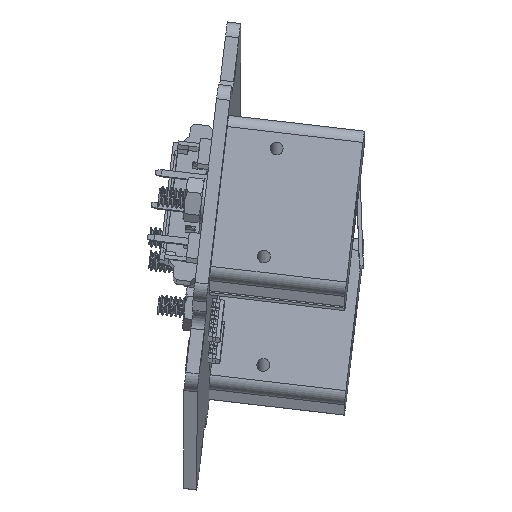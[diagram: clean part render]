
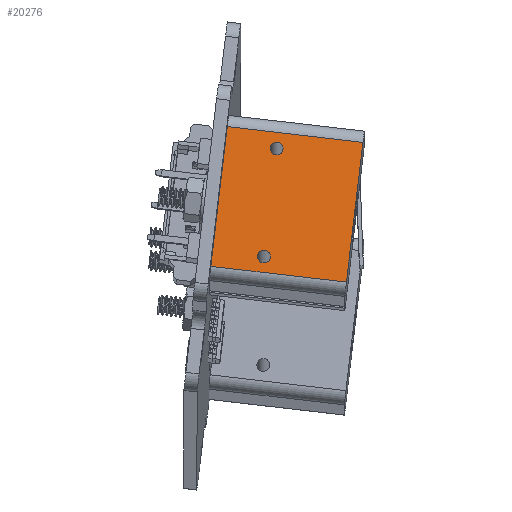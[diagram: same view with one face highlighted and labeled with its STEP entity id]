
A CAD part, left-side view. The second image highlights one B-rep face of the part: STEP entity #20276.
In plain terms, the highlighted face is planar.
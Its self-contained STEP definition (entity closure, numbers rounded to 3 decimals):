
#603=FACE_BOUND('',#3189,.T.);
#604=FACE_BOUND('',#3190,.T.);
#837=CIRCLE('',#21843,0.5);
#838=CIRCLE('',#21844,0.5);
#840=CIRCLE('',#21847,0.5);
#841=CIRCLE('',#21848,0.5);
#2052=FACE_OUTER_BOUND('',#3188,.T.);
#3188=EDGE_LOOP('',(#17868,#17869,#17870,#17871));
#3189=EDGE_LOOP('',(#17872,#17873));
#3190=EDGE_LOOP('',(#17874,#17875));
#5614=LINE('',#32575,#7999);
#5615=LINE('',#32582,#8000);
#5616=LINE('',#32585,#8001);
#5617=LINE('',#32586,#8002);
#7999=VECTOR('',#26795,10.);
#8000=VECTOR('',#26804,10.);
#8001=VECTOR('',#26807,10.);
#8002=VECTOR('',#26808,10.);
#9716=VERTEX_POINT('',#32485);
#9717=VERTEX_POINT('',#32486);
#9719=VERTEX_POINT('',#32493);
#9720=VERTEX_POINT('',#32494);
#9747=VERTEX_POINT('',#32572);
#9748=VERTEX_POINT('',#32574);
#9750=VERTEX_POINT('',#32580);
#9751=VERTEX_POINT('',#32584);
#12448=EDGE_CURVE('',#9716,#9717,#837,.T.);
#12449=EDGE_CURVE('',#9717,#9716,#838,.T.);
#12452=EDGE_CURVE('',#9719,#9720,#840,.T.);
#12453=EDGE_CURVE('',#9720,#9719,#841,.T.);
#12491=EDGE_CURVE('',#9748,#9747,#5614,.T.);
#12495=EDGE_CURVE('',#9748,#9750,#5615,.T.);
#12496=EDGE_CURVE('',#9751,#9747,#5616,.T.);
#12497=EDGE_CURVE('',#9750,#9751,#5617,.T.);
#17868=ORIENTED_EDGE('',*,*,#12495,.F.);
#17869=ORIENTED_EDGE('',*,*,#12491,.T.);
#17870=ORIENTED_EDGE('',*,*,#12496,.F.);
#17871=ORIENTED_EDGE('',*,*,#12497,.F.);
#17872=ORIENTED_EDGE('',*,*,#12448,.T.);
#17873=ORIENTED_EDGE('',*,*,#12449,.T.);
#17874=ORIENTED_EDGE('',*,*,#12452,.T.);
#17875=ORIENTED_EDGE('',*,*,#12453,.T.);
#19309=PLANE('',#21871);
#20276=ADVANCED_FACE('',(#2052,#603,#604),#19309,.T.);
#21843=AXIS2_PLACEMENT_3D('',#32487,#26714,#26715);
#21844=AXIS2_PLACEMENT_3D('',#32488,#26716,#26717);
#21847=AXIS2_PLACEMENT_3D('',#32495,#26723,#26724);
#21848=AXIS2_PLACEMENT_3D('',#32496,#26725,#26726);
#21871=AXIS2_PLACEMENT_3D('',#32583,#26805,#26806);
#26714=DIRECTION('center_axis',(0.,0.,-1.));
#26715=DIRECTION('ref_axis',(1.,0.,0.));
#26716=DIRECTION('center_axis',(0.,0.,-1.));
#26717=DIRECTION('ref_axis',(1.,0.,0.));
#26723=DIRECTION('center_axis',(0.,0.,-1.));
#26724=DIRECTION('ref_axis',(1.,0.,0.));
#26725=DIRECTION('center_axis',(0.,0.,-1.));
#26726=DIRECTION('ref_axis',(1.,0.,0.));
#26795=DIRECTION('',(1.,0.,0.));
#26804=DIRECTION('',(0.,1.,0.));
#26805=DIRECTION('center_axis',(0.,0.,1.));
#26806=DIRECTION('ref_axis',(1.,0.,0.));
#26807=DIRECTION('',(0.,-1.,0.));
#26808=DIRECTION('',(1.,0.,0.));
#32485=CARTESIAN_POINT('',(-10.25,4.,0.));
#32486=CARTESIAN_POINT('',(-11.25,4.,0.));
#32487=CARTESIAN_POINT('Origin',(-10.75,4.,0.));
#32488=CARTESIAN_POINT('Origin',(-10.75,4.,0.));
#32493=CARTESIAN_POINT('',(-1.75,4.,0.));
#32494=CARTESIAN_POINT('',(-2.75,4.,0.));
#32495=CARTESIAN_POINT('Origin',(-2.25,4.,0.));
#32496=CARTESIAN_POINT('Origin',(-2.25,4.,0.));
#32572=CARTESIAN_POINT('',(-1.,0.,0.));
#32574=CARTESIAN_POINT('',(-12.,0.,0.));
#32575=CARTESIAN_POINT('',(-13.,0.,0.));
#32580=CARTESIAN_POINT('',(-12.,10.6,0.));
#32582=CARTESIAN_POINT('',(-12.,0.,0.));
#32583=CARTESIAN_POINT('Origin',(-13.,0.,0.));
#32584=CARTESIAN_POINT('',(-1.,10.6,0.));
#32585=CARTESIAN_POINT('',(-1.,0.,0.));
#32586=CARTESIAN_POINT('',(-13.,10.6,0.));
